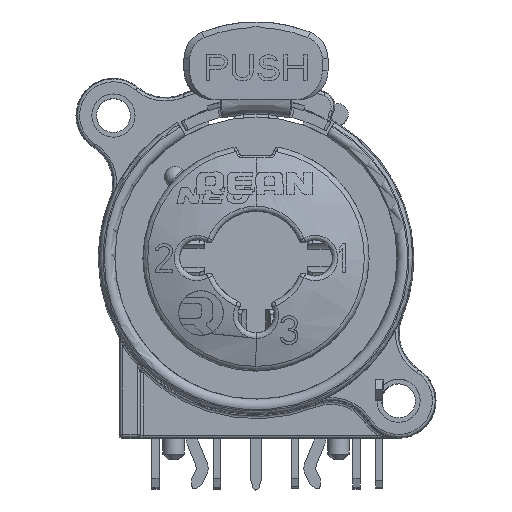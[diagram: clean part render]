
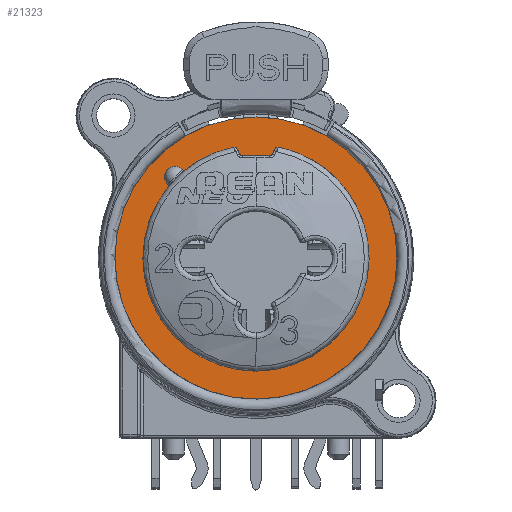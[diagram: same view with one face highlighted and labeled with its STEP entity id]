
A CAD part, top view. The second image highlights one B-rep face of the part: STEP entity #21323.
In plain terms, the highlighted planar face has unit normal (0, 0, 1).
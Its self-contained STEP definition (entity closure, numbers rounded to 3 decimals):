
#1309=CARTESIAN_POINT('',(0.,0.,2.85));
#1310=DIRECTION('',(0.,0.,-1.));
#1311=DIRECTION('',(-1.,0.,0.));
#1312=AXIS2_PLACEMENT_3D('',#1309,#1310,#1311);
#1314=CARTESIAN_POINT('',(0.,0.,2.85));
#1315=DIRECTION('',(0.,0.,-1.));
#1316=DIRECTION('',(1.,0.,0.));
#1317=AXIS2_PLACEMENT_3D('',#1314,#1315,#1316);
#1319=CARTESIAN_POINT('',(1.553,7.699,2.85));
#1320=CARTESIAN_POINT('',(1.524,7.705,2.85));
#1321=CARTESIAN_POINT('',(1.47,7.704,2.85));
#1322=CARTESIAN_POINT('',(1.392,7.669,2.85));
#1323=CARTESIAN_POINT('',(1.355,7.628,2.85));
#1324=CARTESIAN_POINT('',(1.34,7.603,2.85));
#1326=DIRECTION('',(-0.5,-0.866,0.));
#1327=VECTOR('',#1326,0.465);
#1328=CARTESIAN_POINT('',(1.34,7.603,2.85));
#1329=LINE('',#1328,#1327);
#1330=CARTESIAN_POINT('',(0.935,7.3,2.85));
#1331=DIRECTION('',(0.,0.,-1.));
#1332=DIRECTION('',(0.866,-0.5,0.));
#1333=AXIS2_PLACEMENT_3D('',#1330,#1331,#1332);
#1335=CARTESIAN_POINT('',(-0.935,7.3,2.85));
#1336=DIRECTION('',(0.,0.,-1.));
#1337=DIRECTION('',(0.,-1.,0.));
#1338=AXIS2_PLACEMENT_3D('',#1335,#1336,#1337);
#1340=DIRECTION('',(-0.5,0.866,0.));
#1341=VECTOR('',#1340,0.465);
#1342=CARTESIAN_POINT('',(-1.108,7.2,2.85));
#1343=LINE('',#1342,#1341);
#1344=CARTESIAN_POINT('',(0.,0.,2.85));
#1345=DIRECTION('',(0.,0.,1.));
#1346=DIRECTION('',(-0.198,0.98,0.));
#1347=AXIS2_PLACEMENT_3D('',#1344,#1345,#1346);
#1349=DIRECTION('',(-0.707,0.707,0.));
#1350=VECTOR('',#1349,0.132);
#1351=CARTESIAN_POINT('',(-4.998,6.059,2.85));
#1352=LINE('',#1351,#1350);
#1353=CARTESIAN_POINT('',(-5.621,5.621,2.85));
#1354=DIRECTION('',(0.,0.,1.));
#1355=DIRECTION('',(0.707,0.707,0.));
#1356=AXIS2_PLACEMENT_3D('',#1353,#1354,#1355);
#1358=DIRECTION('',(0.707,-0.707,0.));
#1359=VECTOR('',#1358,0.132);
#1360=CARTESIAN_POINT('',(-6.152,5.091,2.85));
#1361=LINE('',#1360,#1359);
#1362=CARTESIAN_POINT('',(0.,0.,2.85));
#1363=DIRECTION('',(0.,0.,1.));
#1364=DIRECTION('',(-0.771,0.636,0.));
#1365=AXIS2_PLACEMENT_3D('',#1362,#1363,#1364);
#1367=CARTESIAN_POINT('',(0.,0.,2.85));
#1368=DIRECTION('',(0.,0.,1.));
#1369=DIRECTION('',(-1.,0.,0.));
#1370=AXIS2_PLACEMENT_3D('',#1367,#1368,#1369);
#1372=CARTESIAN_POINT('',(0.,0.,2.85));
#1373=DIRECTION('',(0.,0.,1.));
#1374=DIRECTION('',(1.,0.,0.));
#1375=AXIS2_PLACEMENT_3D('',#1372,#1373,#1374);
#11802=CARTESIAN_POINT('',(-1.553,7.699,
2.85));
#11803=CARTESIAN_POINT('',(-1.524,7.705,
2.85));
#11804=CARTESIAN_POINT('',(-1.47,7.704,
2.85));
#11805=CARTESIAN_POINT('',(-1.391,7.668,
2.85));
#11806=CARTESIAN_POINT('',(-1.355,7.628,
2.85));
#11807=CARTESIAN_POINT('',(-1.34,7.603,
2.85));
#11928=DIRECTION('',(1.,0.,0.));
#11929=VECTOR('',#11928,1.869);
#11930=CARTESIAN_POINT('',(-0.935,7.1,2.85));
#11931=LINE('',#11930,#11929);
#17301=CARTESIAN_POINT('',(9.796,0.,2.85));
#17302=VERTEX_POINT('',#17301);
#17303=CARTESIAN_POINT('',(-9.796,0.,2.85));
#17304=VERTEX_POINT('',#17303);
#18546=VERTEX_POINT('',#1319);
#18547=VERTEX_POINT('',#1324);
#18548=CARTESIAN_POINT('',(1.108,7.2,2.85));
#18549=VERTEX_POINT('',#18548);
#18550=CARTESIAN_POINT('',(0.935,7.1,2.85));
#18551=VERTEX_POINT('',#18550);
#18552=CARTESIAN_POINT('',(-0.935,7.1,2.85));
#18553=VERTEX_POINT('',#18552);
#18554=CARTESIAN_POINT('',(-1.108,7.2,2.85));
#18555=VERTEX_POINT('',#18554);
#18556=CARTESIAN_POINT('',(-1.34,7.603,
2.85));
#18557=VERTEX_POINT('',#18556);
#18558=VERTEX_POINT('',#11802);
#18559=CARTESIAN_POINT('',(-4.998,6.059,2.85));
#18560=VERTEX_POINT('',#18559);
#18561=CARTESIAN_POINT('',(-5.091,6.152,2.85));
#18562=VERTEX_POINT('',#18561);
#18563=CARTESIAN_POINT('',(-6.152,5.091,2.85));
#18564=VERTEX_POINT('',#18563);
#18565=CARTESIAN_POINT('',(-6.059,4.998,2.85));
#18566=VERTEX_POINT('',#18565);
#18567=CARTESIAN_POINT('',(7.854,0.,2.85));
#18568=VERTEX_POINT('',#18567);
#18569=CARTESIAN_POINT('',(-7.854,0.,2.85));
#18570=VERTEX_POINT('',#18569);
#21283=CARTESIAN_POINT('',(0.,0.,2.85));
#21284=DIRECTION('',(0.,0.,-1.));
#21285=DIRECTION('',(-1.,0.,0.));
#21286=AXIS2_PLACEMENT_3D('',#21283,#21284,#21285);
#21287=PLANE('',#21286);
#21289=ORIENTED_EDGE('',*,*,#21288,.T.);
#21291=ORIENTED_EDGE('',*,*,#21290,.T.);
#21292=EDGE_LOOP('',(#21289,#21291));
#21293=FACE_OUTER_BOUND('',#21292,.F.);
#21295=ORIENTED_EDGE('',*,*,#21294,.T.);
#21297=ORIENTED_EDGE('',*,*,#21296,.T.);
#21299=ORIENTED_EDGE('',*,*,#21298,.T.);
#21301=ORIENTED_EDGE('',*,*,#21300,.F.);
#21302=ORIENTED_EDGE('',*,*,#21273,.T.);
#21304=ORIENTED_EDGE('',*,*,#21303,.T.);
#21306=ORIENTED_EDGE('',*,*,#21305,.F.);
#21308=ORIENTED_EDGE('',*,*,#21307,.T.);
#21310=ORIENTED_EDGE('',*,*,#21309,.T.);
#21312=ORIENTED_EDGE('',*,*,#21311,.T.);
#21314=ORIENTED_EDGE('',*,*,#21313,.T.);
#21316=ORIENTED_EDGE('',*,*,#21315,.T.);
#21318=ORIENTED_EDGE('',*,*,#21317,.T.);
#21320=ORIENTED_EDGE('',*,*,#21319,.T.);
#21321=EDGE_LOOP('',(#21295,#21297,#21299,#21301,#21302,#21304,#21306,#21308,
#21310,#21312,#21314,#21316,#21318,#21320));
#21322=FACE_BOUND('',#21321,.F.);
#1313=CIRCLE('',#1312,9.796);
#1318=CIRCLE('',#1317,9.796);
#1325=B_SPLINE_CURVE_WITH_KNOTS('',3,(#1319,#1320,#1321,#1322,#1323,#1324),
.UNSPECIFIED.,.F.,.F.,(4,1,1,4),(0.,0.333,0.667,1.),
.UNSPECIFIED.);
#1334=CIRCLE('',#1333,0.2);
#1339=CIRCLE('',#1338,0.2);
#1348=CIRCLE('',#1347,7.854);
#1357=CIRCLE('',#1356,0.75);
#1366=CIRCLE('',#1365,7.854);
#1371=CIRCLE('',#1370,7.854);
#1376=CIRCLE('',#1375,7.854);
#11808=B_SPLINE_CURVE_WITH_KNOTS('',3,(#11802,#11803,#11804,#11805,#11806,
#11807),.UNSPECIFIED.,.F.,.F.,(4,1,1,4),(0.,0.333,
0.667,1.),.UNSPECIFIED.);
#21273=EDGE_CURVE('',#18553,#18555,#1339,.T.);
#21288=EDGE_CURVE('',#17304,#17302,#1313,.T.);
#21290=EDGE_CURVE('',#17302,#17304,#1318,.T.);
#21294=EDGE_CURVE('',#18546,#18547,#1325,.T.);
#21296=EDGE_CURVE('',#18547,#18549,#1329,.T.);
#21298=EDGE_CURVE('',#18549,#18551,#1334,.T.);
#21300=EDGE_CURVE('',#18553,#18551,#11931,.T.);
#21303=EDGE_CURVE('',#18555,#18557,#1343,.T.);
#21305=EDGE_CURVE('',#18558,#18557,#11808,.T.);
#21307=EDGE_CURVE('',#18558,#18560,#1348,.T.);
#21309=EDGE_CURVE('',#18560,#18562,#1352,.T.);
#21311=EDGE_CURVE('',#18562,#18564,#1357,.T.);
#21313=EDGE_CURVE('',#18564,#18566,#1361,.T.);
#21315=EDGE_CURVE('',#18566,#18570,#1366,.T.);
#21317=EDGE_CURVE('',#18570,#18568,#1371,.T.);
#21319=EDGE_CURVE('',#18568,#18546,#1376,.T.);
#21323=ADVANCED_FACE('',(#21293,#21322),#21287,.F.);
